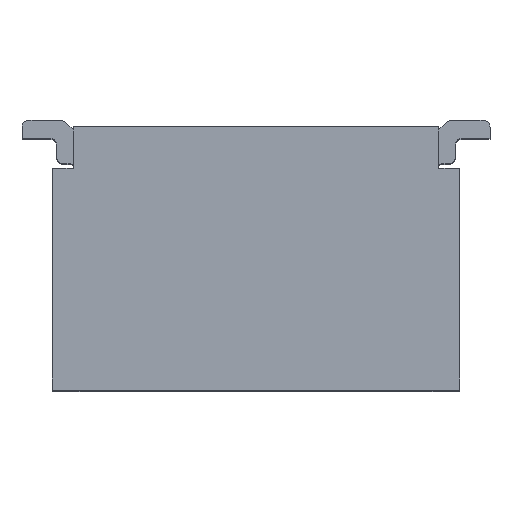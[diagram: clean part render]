
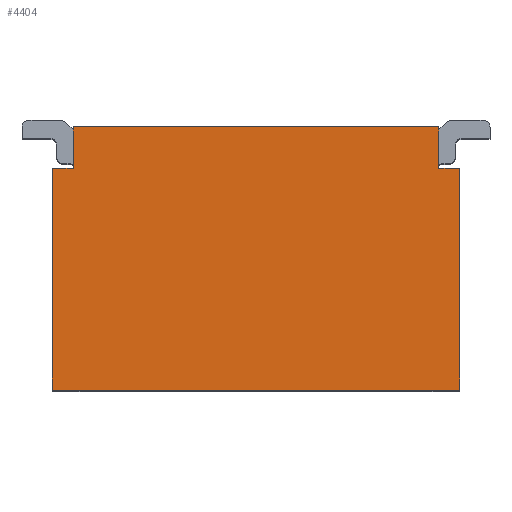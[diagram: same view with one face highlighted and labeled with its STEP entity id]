
A CAD part, top view. The second image highlights one B-rep face of the part: STEP entity #4404.
In plain terms, the highlighted planar face has unit normal (0, 0, 1).
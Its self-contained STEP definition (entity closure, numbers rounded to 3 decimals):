
#387 = DIRECTION ( 'NONE',  ( 0., -1., 0. ) ) ;
#560 = ORIENTED_EDGE ( 'NONE', *, *, #18116, .T. ) ;
#668 = ORIENTED_EDGE ( 'NONE', *, *, #3551, .F. ) ;
#779 = VERTEX_POINT ( 'NONE', #10515 ) ;
#979 = CARTESIAN_POINT ( 'NONE',  ( 1.47, -0.3, 1.415 ) ) ;
#1291 = PLANE ( 'NONE',  #14603 ) ;
#1503 = FACE_OUTER_BOUND ( 'NONE', #6931, .T. ) ;
#1515 = ORIENTED_EDGE ( 'NONE', *, *, #8464, .F. ) ;
#1582 = VECTOR ( 'NONE', #387, 1000. ) ;
#1791 = CARTESIAN_POINT ( 'NONE',  ( 1.32, -0.3, 1.415 ) ) ;
#3533 = CARTESIAN_POINT ( 'NONE',  ( -1.398, -0.3, 1.415 ) ) ;
#3551 = EDGE_CURVE ( 'NONE', #9051, #14669, #5367, .T. ) ;
#3617 = VERTEX_POINT ( 'NONE', #979 ) ;
#4042 = DIRECTION ( 'NONE',  ( 1., 0., 0. ) ) ;
#4268 = CARTESIAN_POINT ( 'NONE',  ( -1.47, -1.9, 1.415 ) ) ;
#4404 = ADVANCED_FACE ( 'NONE', ( #1503 ), #1291, .F. ) ;
#4760 = CARTESIAN_POINT ( 'NONE',  ( 1.47, -0.85, 1.415 ) ) ;
#5221 = CARTESIAN_POINT ( 'NONE',  ( 1.32, 0., 1.415 ) ) ;
#5271 = DIRECTION ( 'NONE',  ( 0., -1., 0. ) ) ;
#5367 = LINE ( 'NONE', #14089, #12107 ) ;
#5451 = CARTESIAN_POINT ( 'NONE',  ( 0.67, -1.9, 1.415 ) ) ;
#5604 = DIRECTION ( 'NONE',  ( -1., 0., 0. ) ) ;
#5627 = LINE ( 'NONE', #4760, #1582 ) ;
#5665 = DIRECTION ( 'NONE',  ( 1., 0., 0. ) ) ;
#5775 = CARTESIAN_POINT ( 'NONE',  ( -1.32, -0.3, 1.415 ) ) ;
#5957 = LINE ( 'NONE', #15322, #14952 ) ;
#5991 = EDGE_CURVE ( 'NONE', #14669, #10214, #17821, .T. ) ;
#6025 = ORIENTED_EDGE ( 'NONE', *, *, #11919, .F. ) ;
#6344 = ORIENTED_EDGE ( 'NONE', *, *, #9441, .F. ) ;
#6931 = EDGE_LOOP ( 'NONE', ( #15121, #17097, #6025, #6344, #14526, #668, #1515, #560 ) ) ;
#8095 = CARTESIAN_POINT ( 'NONE',  ( 1.32, -0.1, 1.415 ) ) ;
#8114 = LINE ( 'NONE', #8095, #18272 ) ;
#8464 = EDGE_CURVE ( 'NONE', #12180, #9051, #16130, .T. ) ;
#8532 = VECTOR ( 'NONE', #16595, 1000. ) ;
#8845 = VERTEX_POINT ( 'NONE', #1791 ) ;
#9051 = VERTEX_POINT ( 'NONE', #5775 ) ;
#9420 = DIRECTION ( 'NONE',  ( 1., 0., 0. ) ) ;
#9441 = EDGE_CURVE ( 'NONE', #10214, #8845, #8114, .T. ) ;
#9491 = VERTEX_POINT ( 'NONE', #4268 ) ;
#9709 = EDGE_CURVE ( 'NONE', #3617, #779, #5627, .T. ) ;
#10214 = VERTEX_POINT ( 'NONE', #5221 ) ;
#10438 = CARTESIAN_POINT ( 'NONE',  ( -1.47, -0.3, 1.415 ) ) ;
#10515 = CARTESIAN_POINT ( 'NONE',  ( 1.47, -1.9, 1.415 ) ) ;
#10553 = LINE ( 'NONE', #12142, #8532 ) ;
#10841 = VECTOR ( 'NONE', #11171, 1000. ) ;
#11171 = DIRECTION ( 'NONE',  ( -1., 0., 0. ) ) ;
#11297 = LINE ( 'NONE', #5451, #10841 ) ;
#11320 = CARTESIAN_POINT ( 'NONE',  ( 0.67, -0.788, 1.415 ) ) ;
#11919 = EDGE_CURVE ( 'NONE', #8845, #3617, #5957, .T. ) ;
#12107 = VECTOR ( 'NONE', #15529, 1000. ) ;
#12142 = CARTESIAN_POINT ( 'NONE',  ( -1.47, -0.85, 1.415 ) ) ;
#12180 = VERTEX_POINT ( 'NONE', #10438 ) ;
#13671 = VECTOR ( 'NONE', #9420, 1000. ) ;
#14004 = VECTOR ( 'NONE', #5665, 1000. ) ;
#14089 = CARTESIAN_POINT ( 'NONE',  ( -1.32, -0.788, 1.415 ) ) ;
#14211 = DIRECTION ( 'NONE',  ( 0., 0., -1. ) ) ;
#14526 = ORIENTED_EDGE ( 'NONE', *, *, #5991, .F. ) ;
#14603 = AXIS2_PLACEMENT_3D ( 'NONE', #11320, #14211, #5604 ) ;
#14669 = VERTEX_POINT ( 'NONE', #15178 ) ;
#14952 = VECTOR ( 'NONE', #4042, 1000. ) ;
#15121 = ORIENTED_EDGE ( 'NONE', *, *, #17203, .F. ) ;
#15178 = CARTESIAN_POINT ( 'NONE',  ( -1.32, 0., 1.415 ) ) ;
#15322 = CARTESIAN_POINT ( 'NONE',  ( 0.67, -0.3, 1.415 ) ) ;
#15529 = DIRECTION ( 'NONE',  ( 0., 1., 0. ) ) ;
#15652 = CARTESIAN_POINT ( 'NONE',  ( 0.33, 0., 1.415 ) ) ;
#16130 = LINE ( 'NONE', #3533, #13671 ) ;
#16595 = DIRECTION ( 'NONE',  ( 0., -1., 0. ) ) ;
#17097 = ORIENTED_EDGE ( 'NONE', *, *, #9709, .F. ) ;
#17203 = EDGE_CURVE ( 'NONE', #779, #9491, #11297, .T. ) ;
#17821 = LINE ( 'NONE', #15652, #14004 ) ;
#18116 = EDGE_CURVE ( 'NONE', #12180, #9491, #10553, .T. ) ;
#18272 = VECTOR ( 'NONE', #5271, 1000. ) ;
